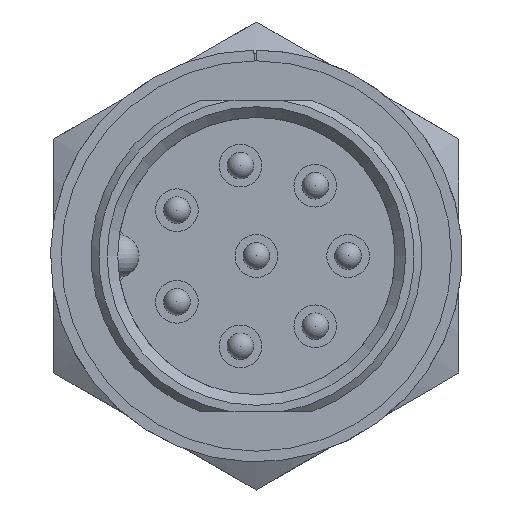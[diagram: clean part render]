
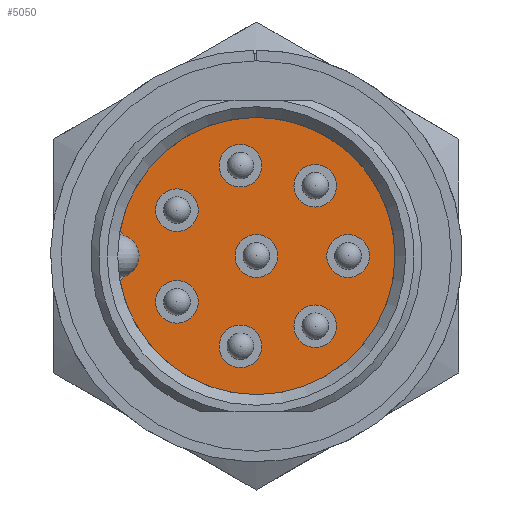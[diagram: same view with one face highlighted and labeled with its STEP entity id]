
A CAD part, left-side view. The second image highlights one B-rep face of the part: STEP entity #5050.
In plain terms, the highlighted face is planar.
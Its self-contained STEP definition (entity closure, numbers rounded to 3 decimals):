
#523=FACE_BOUND('',#1221,.T.);
#524=FACE_BOUND('',#1222,.T.);
#525=FACE_BOUND('',#1223,.T.);
#526=FACE_BOUND('',#1224,.T.);
#527=FACE_BOUND('',#1225,.T.);
#528=FACE_BOUND('',#1226,.T.);
#529=FACE_BOUND('',#1227,.T.);
#530=FACE_BOUND('',#1228,.T.);
#646=PLANE('',#5462);
#914=FACE_OUTER_BOUND('',#1220,.T.);
#1220=EDGE_LOOP('',(#4675,#4676,#4677));
#1221=EDGE_LOOP('',(#4678));
#1222=EDGE_LOOP('',(#4679));
#1223=EDGE_LOOP('',(#4680));
#1224=EDGE_LOOP('',(#4681));
#1225=EDGE_LOOP('',(#4682));
#1226=EDGE_LOOP('',(#4683));
#1227=EDGE_LOOP('',(#4684));
#1228=EDGE_LOOP('',(#4685));
#2024=CIRCLE('',#5442,1.);
#2025=CIRCLE('',#5444,1.);
#2026=CIRCLE('',#5446,1.);
#2027=CIRCLE('',#5448,1.);
#2028=CIRCLE('',#5450,1.);
#2029=CIRCLE('',#5452,1.);
#2030=CIRCLE('',#5454,1.);
#2031=CIRCLE('',#5456,1.);
#2032=CIRCLE('',#5458,6.65);
#2034=CIRCLE('',#5460,6.65);
#2035=CIRCLE('',#5463,1.5);
#2500=VERTEX_POINT('',#9217);
#2501=VERTEX_POINT('',#9221);
#2502=VERTEX_POINT('',#9225);
#2503=VERTEX_POINT('',#9229);
#2504=VERTEX_POINT('',#9233);
#2505=VERTEX_POINT('',#9237);
#2506=VERTEX_POINT('',#9241);
#2507=VERTEX_POINT('',#9245);
#2508=VERTEX_POINT('',#9249);
#2509=VERTEX_POINT('',#9250);
#2512=VERTEX_POINT('',#9256);
#3220=EDGE_CURVE('',#2500,#2500,#2024,.T.);
#3222=EDGE_CURVE('',#2501,#2501,#2025,.T.);
#3224=EDGE_CURVE('',#2502,#2502,#2026,.T.);
#3226=EDGE_CURVE('',#2503,#2503,#2027,.T.);
#3228=EDGE_CURVE('',#2504,#2504,#2028,.T.);
#3230=EDGE_CURVE('',#2505,#2505,#2029,.T.);
#3232=EDGE_CURVE('',#2506,#2506,#2030,.T.);
#3234=EDGE_CURVE('',#2507,#2507,#2031,.T.);
#3236=EDGE_CURVE('',#2508,#2509,#2032,.T.);
#3240=EDGE_CURVE('',#2509,#2512,#2034,.T.);
#3242=EDGE_CURVE('',#2508,#2512,#2035,.T.);
#4675=ORIENTED_EDGE('',*,*,#3242,.F.);
#4676=ORIENTED_EDGE('',*,*,#3236,.T.);
#4677=ORIENTED_EDGE('',*,*,#3240,.T.);
#4678=ORIENTED_EDGE('',*,*,#3220,.T.);
#4679=ORIENTED_EDGE('',*,*,#3222,.T.);
#4680=ORIENTED_EDGE('',*,*,#3224,.T.);
#4681=ORIENTED_EDGE('',*,*,#3226,.T.);
#4682=ORIENTED_EDGE('',*,*,#3228,.T.);
#4683=ORIENTED_EDGE('',*,*,#3230,.T.);
#4684=ORIENTED_EDGE('',*,*,#3232,.T.);
#4685=ORIENTED_EDGE('',*,*,#3234,.T.);
#5050=ADVANCED_FACE('',(#914,#523,#524,#525,#526,#527,#528,#529,#530),#646,
 .T.);
#5442=AXIS2_PLACEMENT_3D('',#9218,#6363,#6364);
#5444=AXIS2_PLACEMENT_3D('',#9222,#6368,#6369);
#5446=AXIS2_PLACEMENT_3D('',#9226,#6373,#6374);
#5448=AXIS2_PLACEMENT_3D('',#9230,#6378,#6379);
#5450=AXIS2_PLACEMENT_3D('',#9234,#6383,#6384);
#5452=AXIS2_PLACEMENT_3D('',#9238,#6388,#6389);
#5454=AXIS2_PLACEMENT_3D('',#9242,#6393,#6394);
#5456=AXIS2_PLACEMENT_3D('',#9246,#6398,#6399);
#5458=AXIS2_PLACEMENT_3D('',#9251,#6403,#6404);
#5460=AXIS2_PLACEMENT_3D('',#9258,#6409,#6410);
#5462=AXIS2_PLACEMENT_3D('',#9261,#6414,#6415);
#5463=AXIS2_PLACEMENT_3D('',#9262,#6416,#6417);
#6363=DIRECTION('center_axis',(0.,0.,-1.));
#6364=DIRECTION('ref_axis',(-1.,0.,0.));
#6368=DIRECTION('center_axis',(0.,0.,-1.));
#6369=DIRECTION('ref_axis',(-1.,0.,0.));
#6373=DIRECTION('center_axis',(0.,0.,-1.));
#6374=DIRECTION('ref_axis',(-1.,0.,0.));
#6378=DIRECTION('center_axis',(0.,0.,-1.));
#6379=DIRECTION('ref_axis',(-1.,0.,0.));
#6383=DIRECTION('center_axis',(0.,0.,-1.));
#6384=DIRECTION('ref_axis',(-1.,0.,0.));
#6388=DIRECTION('center_axis',(0.,0.,-1.));
#6389=DIRECTION('ref_axis',(-1.,0.,0.));
#6393=DIRECTION('center_axis',(0.,0.,-1.));
#6394=DIRECTION('ref_axis',(-1.,0.,0.));
#6398=DIRECTION('center_axis',(0.,0.,-1.));
#6399=DIRECTION('ref_axis',(-1.,0.,0.));
#6403=DIRECTION('center_axis',(0.,0.,1.));
#6404=DIRECTION('ref_axis',(1.,0.,0.));
#6409=DIRECTION('center_axis',(0.,0.,1.));
#6410=DIRECTION('ref_axis',(1.,0.,0.));
#6414=DIRECTION('center_axis',(0.,0.,1.));
#6415=DIRECTION('ref_axis',(1.,0.,0.));
#6416=DIRECTION('center_axis',(0.,0.,1.));
#6417=DIRECTION('ref_axis',(1.,0.,0.));
#9217=CARTESIAN_POINT('',(4.294,-2.764,0.));
#9218=CARTESIAN_POINT('Origin',(3.294,-2.764,0.));
#9221=CARTESIAN_POINT('',(1.,-4.3,0.));
#9222=CARTESIAN_POINT('Origin',(0.,-4.3,0.));
#9225=CARTESIAN_POINT('',(3.15,3.724,0.));
#9226=CARTESIAN_POINT('Origin',(2.15,3.724,0.));
#9229=CARTESIAN_POINT('',(-2.294,-2.764,0.));
#9230=CARTESIAN_POINT('Origin',(-3.294,-2.764,0.));
#9233=CARTESIAN_POINT('',(-1.15,3.724,0.));
#9234=CARTESIAN_POINT('Origin',(-2.15,3.724,0.));
#9237=CARTESIAN_POINT('',(-3.235,0.747,0.));
#9238=CARTESIAN_POINT('Origin',(-4.235,0.747,0.));
#9241=CARTESIAN_POINT('',(1.,0.,0.));
#9242=CARTESIAN_POINT('Origin',(0.,0.,0.));
#9245=CARTESIAN_POINT('',(5.235,0.747,0.));
#9246=CARTESIAN_POINT('Origin',(4.235,0.747,0.));
#9249=CARTESIAN_POINT('',(-1.25,6.531,0.));
#9250=CARTESIAN_POINT('',(-6.65,0.,0.));
#9251=CARTESIAN_POINT('Origin',(0.,0.,0.));
#9256=CARTESIAN_POINT('',(1.25,6.531,0.));
#9258=CARTESIAN_POINT('Origin',(0.,0.,0.));
#9261=CARTESIAN_POINT('Origin',(0.,0.,0.));
#9262=CARTESIAN_POINT('Origin',(0.,7.361,0.));
